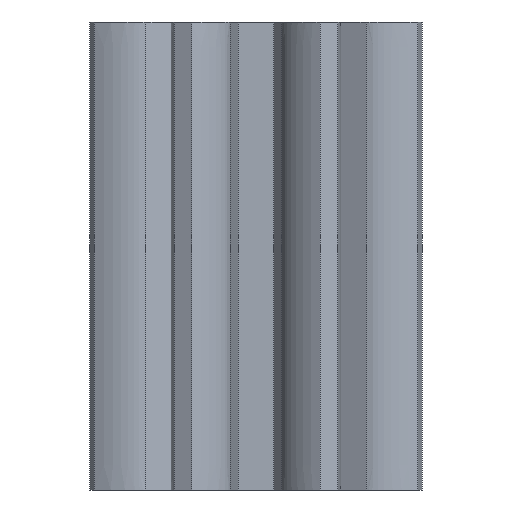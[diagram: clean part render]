
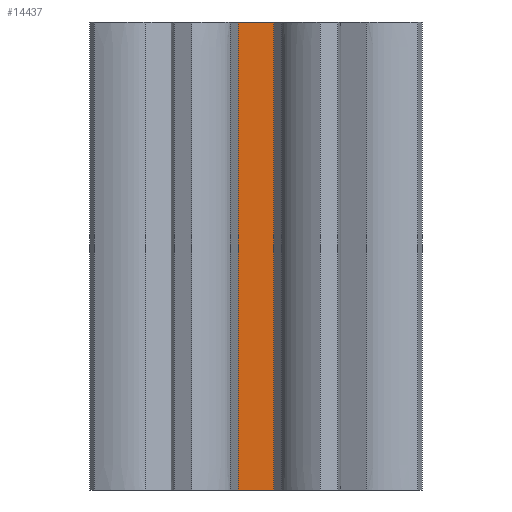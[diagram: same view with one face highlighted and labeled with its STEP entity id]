
A CAD part, left-side view. The second image highlights one B-rep face of the part: STEP entity #14437.
In plain terms, the highlighted face is a extrusion surface.
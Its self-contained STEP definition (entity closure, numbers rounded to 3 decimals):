
#93 = PLANE('',#94);
#94 = AXIS2_PLACEMENT_3D('',#95,#96,#97);
#95 = CARTESIAN_POINT('',(0.,0.,12.5));
#96 = DIRECTION('',(0.,0.,1.));
#97 = DIRECTION('',(1.,0.,0.));
#168 = PLANE('',#169);
#169 = AXIS2_PLACEMENT_3D('',#170,#171,#172);
#170 = CARTESIAN_POINT('',(0.,0.,0.));
#171 = DIRECTION('',(0.,0.,1.));
#172 = DIRECTION('',(1.,0.,0.));
#1335 = VERTEX_POINT('',#1336);
#1336 = CARTESIAN_POINT('',(-2.201,0.468,0.));
#1348 = SURFACE_OF_LINEAR_EXTRUSION('',#1349,#1352);
#1349 = B_SPLINE_CURVE_WITH_KNOTS('',1,(#1350,#1351),.UNSPECIFIED.,.F.,
  .F.,(2,2),(0.,1.039),.PIECEWISE_BEZIER_KNOTS.);
#1350 = CARTESIAN_POINT('',(-3.217,0.684,0.));
#1351 = CARTESIAN_POINT('',(-2.201,0.468,0.));
#1352 = VECTOR('',#1353,1.);
#1353 = DIRECTION('',(-0.,-0.,-1.));
#1361 = EDGE_CURVE('',#1335,#1362,#1364,.T.);
#1362 = VERTEX_POINT('',#1363);
#1363 = CARTESIAN_POINT('',(-2.201,-0.468,0.));
#1364 = SURFACE_CURVE('',#1365,(#1368,#1374),.PCURVE_S1.);
#1365 = B_SPLINE_CURVE_WITH_KNOTS('',1,(#1366,#1367),.UNSPECIFIED.,.F.,
  .F.,(2,2),(0.,0.936),.PIECEWISE_BEZIER_KNOTS.);
#1366 = CARTESIAN_POINT('',(-2.201,0.468,0.));
#1367 = CARTESIAN_POINT('',(-2.201,-0.468,0.));
#1368 = PCURVE('',#168,#1369);
#1369 = DEFINITIONAL_REPRESENTATION('',(#1370),#1373);
#1370 = B_SPLINE_CURVE_WITH_KNOTS('',1,(#1371,#1372),.UNSPECIFIED.,.F.,
  .F.,(2,2),(0.,0.936),.PIECEWISE_BEZIER_KNOTS.);
#1371 = CARTESIAN_POINT('',(-2.201,0.468));
#1372 = CARTESIAN_POINT('',(-2.201,-0.468));
#1373 = ( GEOMETRIC_REPRESENTATION_CONTEXT(2) 
PARAMETRIC_REPRESENTATION_CONTEXT() REPRESENTATION_CONTEXT('2D SPACE',''
  ) );
#1374 = PCURVE('',#1375,#1381);
#1375 = SURFACE_OF_LINEAR_EXTRUSION('',#1376,#1379);
#1376 = B_SPLINE_CURVE_WITH_KNOTS('',1,(#1377,#1378),.UNSPECIFIED.,.F.,
  .F.,(2,2),(0.,0.936),.PIECEWISE_BEZIER_KNOTS.);
#1377 = CARTESIAN_POINT('',(-2.201,0.468,0.));
#1378 = CARTESIAN_POINT('',(-2.201,-0.468,0.));
#1379 = VECTOR('',#1380,1.);
#1380 = DIRECTION('',(-0.,-0.,-1.));
#1381 = DEFINITIONAL_REPRESENTATION('',(#1382),#1386);
#1382 = LINE('',#1383,#1384);
#1383 = CARTESIAN_POINT('',(0.,0.));
#1384 = VECTOR('',#1385,1.);
#1385 = DIRECTION('',(1.,0.));
#1386 = ( GEOMETRIC_REPRESENTATION_CONTEXT(2) 
PARAMETRIC_REPRESENTATION_CONTEXT() REPRESENTATION_CONTEXT('2D SPACE',''
  ) );
#1402 = SURFACE_OF_LINEAR_EXTRUSION('',#1403,#1406);
#1403 = B_SPLINE_CURVE_WITH_KNOTS('',1,(#1404,#1405),.UNSPECIFIED.,.F.,
  .F.,(2,2),(0.,1.039),.PIECEWISE_BEZIER_KNOTS.);
#1404 = CARTESIAN_POINT('',(-2.201,-0.468,0.));
#1405 = CARTESIAN_POINT('',(-3.217,-0.684,0.));
#1406 = VECTOR('',#1407,1.);
#1407 = DIRECTION('',(-0.,-0.,-1.));
#2915 = VERTEX_POINT('',#2916);
#2916 = CARTESIAN_POINT('',(-2.201,0.468,12.5));
#2935 = EDGE_CURVE('',#2915,#2936,#2938,.T.);
#2936 = VERTEX_POINT('',#2937);
#2937 = CARTESIAN_POINT('',(-2.201,-0.468,12.5));
#2938 = SURFACE_CURVE('',#2939,(#2942,#2948),.PCURVE_S1.);
#2939 = B_SPLINE_CURVE_WITH_KNOTS('',1,(#2940,#2941),.UNSPECIFIED.,.F.,
  .F.,(2,2),(0.,0.936),.PIECEWISE_BEZIER_KNOTS.);
#2940 = CARTESIAN_POINT('',(-2.201,0.468,12.5));
#2941 = CARTESIAN_POINT('',(-2.201,-0.468,12.5));
#2942 = PCURVE('',#93,#2943);
#2943 = DEFINITIONAL_REPRESENTATION('',(#2944),#2947);
#2944 = B_SPLINE_CURVE_WITH_KNOTS('',1,(#2945,#2946),.UNSPECIFIED.,.F.,
  .F.,(2,2),(0.,0.936),.PIECEWISE_BEZIER_KNOTS.);
#2945 = CARTESIAN_POINT('',(-2.201,0.468));
#2946 = CARTESIAN_POINT('',(-2.201,-0.468));
#2947 = ( GEOMETRIC_REPRESENTATION_CONTEXT(2) 
PARAMETRIC_REPRESENTATION_CONTEXT() REPRESENTATION_CONTEXT('2D SPACE',''
  ) );
#2948 = PCURVE('',#1375,#2949);
#2949 = DEFINITIONAL_REPRESENTATION('',(#2950),#2954);
#2950 = LINE('',#2951,#2952);
#2951 = CARTESIAN_POINT('',(0.,-12.5));
#2952 = VECTOR('',#2953,1.);
#2953 = DIRECTION('',(1.,0.));
#2954 = ( GEOMETRIC_REPRESENTATION_CONTEXT(2) 
PARAMETRIC_REPRESENTATION_CONTEXT() REPRESENTATION_CONTEXT('2D SPACE',''
  ) );
#14387 = EDGE_CURVE('',#1362,#2936,#14388,.T.);
#14388 = SURFACE_CURVE('',#14389,(#14393,#14400),.PCURVE_S1.);
#14389 = LINE('',#14390,#14391);
#14390 = CARTESIAN_POINT('',(-2.201,-0.468,0.));
#14391 = VECTOR('',#14392,1.);
#14392 = DIRECTION('',(0.,0.,1.));
#14393 = PCURVE('',#1402,#14394);
#14394 = DEFINITIONAL_REPRESENTATION('',(#14395),#14399);
#14395 = LINE('',#14396,#14397);
#14396 = CARTESIAN_POINT('',(0.,0.));
#14397 = VECTOR('',#14398,1.);
#14398 = DIRECTION('',(0.,-1.));
#14399 = ( GEOMETRIC_REPRESENTATION_CONTEXT(2) 
PARAMETRIC_REPRESENTATION_CONTEXT() REPRESENTATION_CONTEXT('2D SPACE',''
  ) );
#14400 = PCURVE('',#1375,#14401);
#14401 = DEFINITIONAL_REPRESENTATION('',(#14402),#14406);
#14402 = LINE('',#14403,#14404);
#14403 = CARTESIAN_POINT('',(0.936,0.));
#14404 = VECTOR('',#14405,1.);
#14405 = DIRECTION('',(0.,-1.));
#14406 = ( GEOMETRIC_REPRESENTATION_CONTEXT(2) 
PARAMETRIC_REPRESENTATION_CONTEXT() REPRESENTATION_CONTEXT('2D SPACE',''
  ) );
#14416 = EDGE_CURVE('',#1335,#2915,#14417,.T.);
#14417 = SURFACE_CURVE('',#14418,(#14422,#14429),.PCURVE_S1.);
#14418 = LINE('',#14419,#14420);
#14419 = CARTESIAN_POINT('',(-2.201,0.468,0.));
#14420 = VECTOR('',#14421,1.);
#14421 = DIRECTION('',(0.,0.,1.));
#14422 = PCURVE('',#1348,#14423);
#14423 = DEFINITIONAL_REPRESENTATION('',(#14424),#14428);
#14424 = LINE('',#14425,#14426);
#14425 = CARTESIAN_POINT('',(1.039,0.));
#14426 = VECTOR('',#14427,1.);
#14427 = DIRECTION('',(0.,-1.));
#14428 = ( GEOMETRIC_REPRESENTATION_CONTEXT(2) 
PARAMETRIC_REPRESENTATION_CONTEXT() REPRESENTATION_CONTEXT('2D SPACE',''
  ) );
#14429 = PCURVE('',#1375,#14430);
#14430 = DEFINITIONAL_REPRESENTATION('',(#14431),#14435);
#14431 = LINE('',#14432,#14433);
#14432 = CARTESIAN_POINT('',(0.,0.));
#14433 = VECTOR('',#14434,1.);
#14434 = DIRECTION('',(0.,-1.));
#14435 = ( GEOMETRIC_REPRESENTATION_CONTEXT(2) 
PARAMETRIC_REPRESENTATION_CONTEXT() REPRESENTATION_CONTEXT('2D SPACE',''
  ) );
#14437 = ADVANCED_FACE('',(#14438),#1375,.F.);
#14438 = FACE_BOUND('',#14439,.F.);
#14439 = EDGE_LOOP('',(#14440,#14441,#14442,#14443));
#14440 = ORIENTED_EDGE('',*,*,#14416,.T.);
#14441 = ORIENTED_EDGE('',*,*,#2935,.T.);
#14442 = ORIENTED_EDGE('',*,*,#14387,.F.);
#14443 = ORIENTED_EDGE('',*,*,#1361,.F.);
